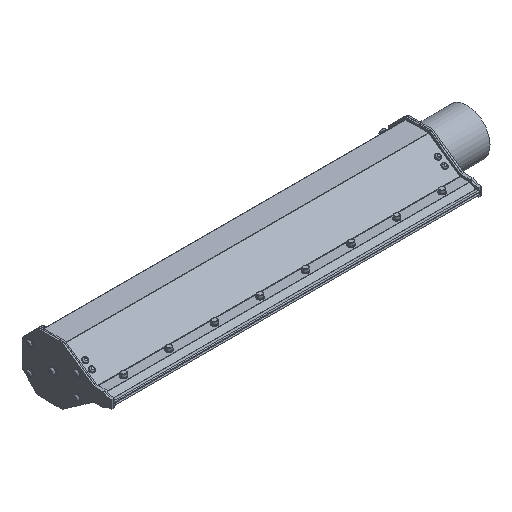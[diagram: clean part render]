
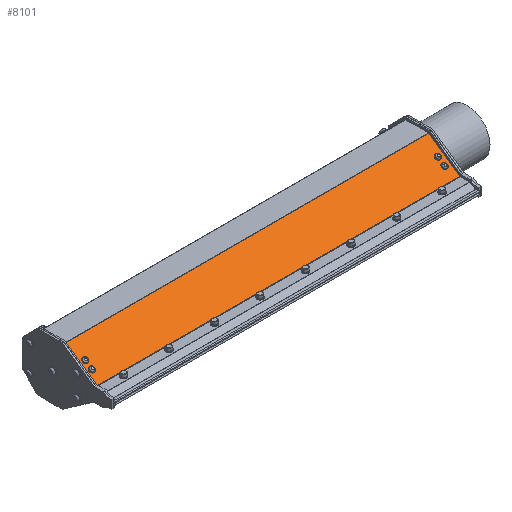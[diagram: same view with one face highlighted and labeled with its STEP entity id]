
A CAD part, isometric view. The second image highlights one B-rep face of the part: STEP entity #8101.
In plain terms, the highlighted planar face has unit normal (0, -0.574, 0.819).
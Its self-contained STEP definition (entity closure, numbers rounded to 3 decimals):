
#427=LINE('',#33645,#781);
#459=LINE('',#33730,#813);
#461=LINE('',#33740,#815);
#468=LINE('',#33755,#822);
#781=VECTOR('',#10477,0.394);
#813=VECTOR('',#10549,0.394);
#815=VECTOR('',#10561,0.394);
#822=VECTOR('',#10578,0.394);
#1402=FACE_BOUND('',#3321,.T.);
#1403=FACE_BOUND('',#3322,.T.);
#1404=FACE_BOUND('',#3323,.T.);
#1405=FACE_BOUND('',#3324,.T.);
#1686=PLANE('',#8880);
#1908=CIRCLE('',#8596,0.177);
#1913=CIRCLE('',#8606,0.177);
#1928=CIRCLE('',#8636,0.177);
#1933=CIRCLE('',#8646,0.177);
#2654=FACE_OUTER_BOUND('',#3320,.T.);
#3320=EDGE_LOOP('',(#6615,#6616,#6617,#6618));
#3321=EDGE_LOOP('',(#6619));
#3322=EDGE_LOOP('',(#6620));
#3323=EDGE_LOOP('',(#6621));
#3324=EDGE_LOOP('',(#6622));
#4012=VERTEX_POINT('',#32933);
#4017=VERTEX_POINT('',#32948);
#4032=VERTEX_POINT('',#32993);
#4037=VERTEX_POINT('',#33008);
#4254=VERTEX_POINT('',#33642);
#4255=VERTEX_POINT('',#33644);
#4288=VERTEX_POINT('',#33729);
#4291=VERTEX_POINT('',#33738);
#4795=EDGE_CURVE('',#4012,#4012,#1908,.T.);
#4800=EDGE_CURVE('',#4017,#4017,#1913,.T.);
#4815=EDGE_CURVE('',#4032,#4032,#1928,.T.);
#4820=EDGE_CURVE('',#4037,#4037,#1933,.T.);
#5122=EDGE_CURVE('',#4254,#4255,#427,.T.);
#5165=EDGE_CURVE('',#4255,#4288,#459,.T.);
#5170=EDGE_CURVE('',#4291,#4254,#461,.T.);
#5178=EDGE_CURVE('',#4291,#4288,#468,.T.);
#6615=ORIENTED_EDGE('',*,*,#5170,.F.);
#6616=ORIENTED_EDGE('',*,*,#5178,.T.);
#6617=ORIENTED_EDGE('',*,*,#5165,.F.);
#6618=ORIENTED_EDGE('',*,*,#5122,.F.);
#6619=ORIENTED_EDGE('',*,*,#4795,.F.);
#6620=ORIENTED_EDGE('',*,*,#4800,.F.);
#6621=ORIENTED_EDGE('',*,*,#4815,.F.);
#6622=ORIENTED_EDGE('',*,*,#4820,.F.);
#8101=ADVANCED_FACE('',(#2654,#1402,#1403,#1404,#1405),#1686,.T.);
#8596=AXIS2_PLACEMENT_3D('',#32934,#9754,#9755);
#8606=AXIS2_PLACEMENT_3D('',#32949,#9774,#9775);
#8636=AXIS2_PLACEMENT_3D('',#32994,#9834,#9835);
#8646=AXIS2_PLACEMENT_3D('',#33009,#9854,#9855);
#8880=AXIS2_PLACEMENT_3D('',#33754,#10576,#10577);
#9754=DIRECTION('center_axis',(0.,-0.574,
0.819));
#9755=DIRECTION('ref_axis',(-0.952,-0.251,-0.176));
#9774=DIRECTION('center_axis',(0.,-0.574,
0.819));
#9775=DIRECTION('ref_axis',(0.781,-0.512,-0.359));
#9834=DIRECTION('center_axis',(0.,-0.574,
0.819));
#9835=DIRECTION('ref_axis',(-0.79,-0.502,-0.351));
#9854=DIRECTION('center_axis',(0.,-0.574,
0.819));
#9855=DIRECTION('ref_axis',(0.981,0.16,0.112));
#10477=DIRECTION('',(0.,0.819,0.574));
#10549=DIRECTION('',(1.,0.,0.));
#10561=DIRECTION('',(-1.,0.,0.));
#10576=DIRECTION('center_axis',(0.,-0.574,
0.819));
#10577=DIRECTION('ref_axis',(0.,0.819,0.574));
#10578=DIRECTION('',(0.,0.819,0.574));
#32933=CARTESIAN_POINT('',(883.288,-1.48,1.094));
#32934=CARTESIAN_POINT('Origin',(883.119,-1.524,1.063));
#32948=CARTESIAN_POINT('',(859.731,-1.434,1.127));
#32949=CARTESIAN_POINT('Origin',(859.869,-1.524,1.063));
#32993=CARTESIAN_POINT('',(860.009,-1.871,0.82));
#32994=CARTESIAN_POINT('Origin',(859.869,-1.96,0.758));
#33008=CARTESIAN_POINT('',(882.945,-1.988,0.738));
#33009=CARTESIAN_POINT('Origin',(883.119,-1.96,0.758));
#33642=CARTESIAN_POINT('',(859.494,-2.61,0.303));
#33644=CARTESIAN_POINT('',(859.494,-0.562,1.737));
#33645=CARTESIAN_POINT('',(859.494,-2.618,0.298));
#33729=CARTESIAN_POINT('',(883.494,-0.562,1.737));
#33730=CARTESIAN_POINT('',(883.494,-0.562,1.737));
#33738=CARTESIAN_POINT('',(883.494,-2.61,0.303));
#33740=CARTESIAN_POINT('',(883.494,-2.61,0.303));
#33754=CARTESIAN_POINT('Origin',(883.494,-2.618,0.298));
#33755=CARTESIAN_POINT('',(883.494,-2.618,0.298));
